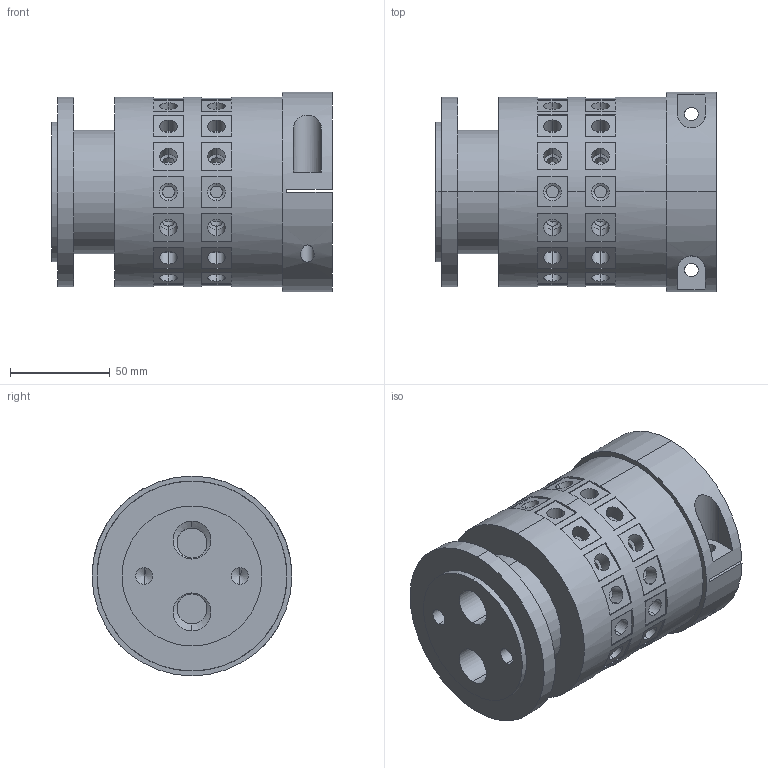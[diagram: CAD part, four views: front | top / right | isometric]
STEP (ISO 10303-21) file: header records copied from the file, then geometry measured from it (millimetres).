
FILE_DESCRIPTION (( 'STEP AP214' ), '1' );
FILE_NAME ('RX00727002--REPH232-02-05 .STEP', '2020-07-29T09:26:59', ( 'admin321' ), ( '' ), 'SwSTEP 2.0', 'SolidWorks 2014', '' );
FILE_SCHEMA (( 'AUTOMOTIVE_DESIGN' ));
Length unit declared in the file: millimetre
Products named in the file (1): RX00727002--REPH232-02-05 
Bounding box: 140.5 x 100 x 100 mm (x, y, z)
Volume: 787430.1 mm3; surface area: 92212.4 mm2
Topology: 1 solids, 1 shells, 447 faces, 991 edges, 612 vertices
Faces by surface type: plane 212, cylinder 163, cone 72
Entity records: 13519 total; most frequent: CARTESIAN_POINT 2447, DIRECTION 2269, ORIENTED_EDGE 1974, EDGE_CURVE 987, AXIS2_PLACEMENT_3D 844, VERTEX_POINT 612, LINE 581, VECTOR 581
